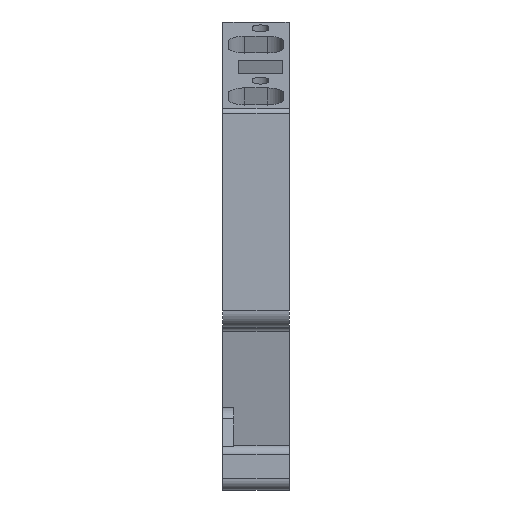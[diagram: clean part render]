
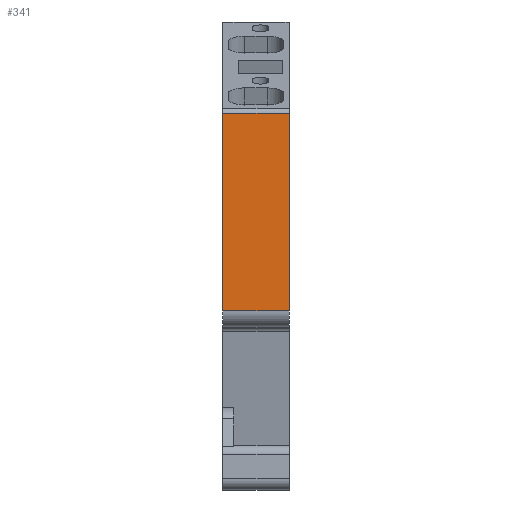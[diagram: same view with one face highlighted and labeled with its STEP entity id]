
A CAD part, left-side view. The second image highlights one B-rep face of the part: STEP entity #341.
In plain terms, the highlighted planar face has unit normal (-1, 0, 0).
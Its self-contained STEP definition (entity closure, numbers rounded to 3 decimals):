
#341 = ADVANCED_FACE( '', ( #740 ), #741, .F. );
#740 = FACE_OUTER_BOUND( '', #1219, .T. );
#741 = PLANE( '', #1220 );
#1219 = EDGE_LOOP( '', ( #2174, #2175, #2176, #2177 ) );
#1220 = AXIS2_PLACEMENT_3D( '', #2178, #2179, #2180 );
#2174 = ORIENTED_EDGE( '', *, *, #3209, .T. );
#2175 = ORIENTED_EDGE( '', *, *, #3053, .F. );
#2176 = ORIENTED_EDGE( '', *, *, #3266, .F. );
#2177 = ORIENTED_EDGE( '', *, *, #3137, .T. );
#2178 = CARTESIAN_POINT( '', ( -30.75, 6., -4.9 ) );
#2179 = DIRECTION( '', ( 1., 0., 0. ) );
#2180 = DIRECTION( '', ( 0., 0., -1. ) );
#3053 = EDGE_CURVE( '', #3825, #3820, #3827, .T. );
#3137 = EDGE_CURVE( '', #3926, #3924, #3927, .T. );
#3209 = EDGE_CURVE( '', #3924, #3820, #4018, .T. );
#3266 = EDGE_CURVE( '', #3926, #3825, #4092, .T. );
#3820 = VERTEX_POINT( '', #4777 );
#3825 = VERTEX_POINT( '', #4783 );
#3827 = LINE( '', #4785, #4786 );
#3924 = VERTEX_POINT( '', #4916 );
#3926 = VERTEX_POINT( '', #4918 );
#3927 = LINE( '', #4919, #4920 );
#4018 = LINE( '', #5040, #5041 );
#4092 = LINE( '', #5140, #5141 );
#4777 = CARTESIAN_POINT( '', ( -30.75, 0., 12.791 ) );
#4783 = CARTESIAN_POINT( '', ( -30.75, 6., 12.791 ) );
#4785 = CARTESIAN_POINT( '', ( -30.75, 6., 12.791 ) );
#4786 = VECTOR( '', #5681, 1000. );
#4916 = CARTESIAN_POINT( '', ( -30.75, 0., -4.9 ) );
#4918 = CARTESIAN_POINT( '', ( -30.75, 6., -4.9 ) );
#4919 = CARTESIAN_POINT( '', ( -30.75, 6., -4.9 ) );
#4920 = VECTOR( '', #5760, 1000. );
#5040 = CARTESIAN_POINT( '', ( -30.75, 0., -4.9 ) );
#5041 = VECTOR( '', #5856, 1000. );
#5140 = CARTESIAN_POINT( '', ( -30.75, 6., -4.9 ) );
#5141 = VECTOR( '', #5918, 1000. );
#5681 = DIRECTION( '', ( 0., -1., 0. ) );
#5760 = DIRECTION( '', ( 0., -1., 0. ) );
#5856 = DIRECTION( '', ( 0., 0., 1. ) );
#5918 = DIRECTION( '', ( 0., 0., 1. ) );
